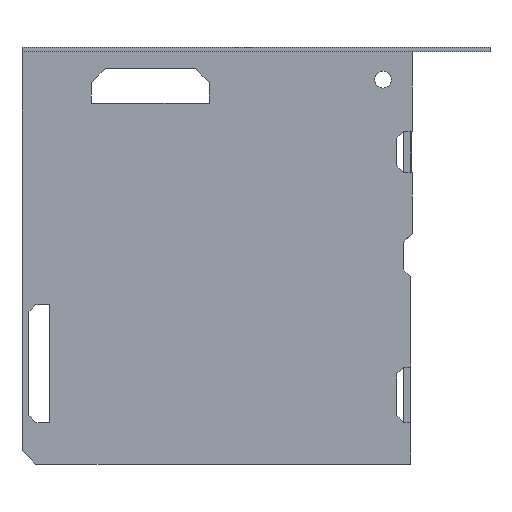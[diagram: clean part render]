
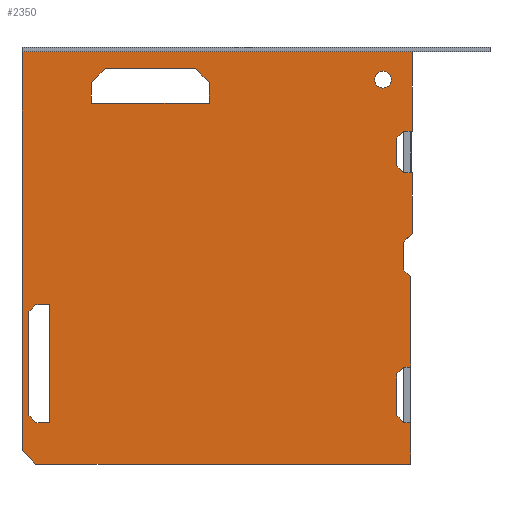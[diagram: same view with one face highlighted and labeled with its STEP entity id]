
A CAD part, top view. The second image highlights one B-rep face of the part: STEP entity #2350.
In plain terms, the highlighted planar face has unit normal (0, 0, 1).
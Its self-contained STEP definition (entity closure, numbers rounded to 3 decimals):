
#1972=CARTESIAN_POINT('',(0.,297.,3.));
#1973=VERTEX_POINT('',#1972);
#1974=CARTESIAN_POINT('',(281.2,297.,3.));
#1975=VERTEX_POINT('',#1974);
#1976=CARTESIAN_POINT('',(0.,297.,3.));
#1977=DIRECTION('',(1.,0.,-0.));
#1978=VECTOR('',#1977,281.2);
#1979=LINE('',#1976,#1978);
#1980=EDGE_CURVE('',#1973,#1975,#1979,.T.);
#2073=CARTESIAN_POINT('',(0.,0.,3.));
#2074=DIRECTION('',(0.,0.,1.));
#2075=DIRECTION('',(1.,0.,0.));
#2076=AXIS2_PLACEMENT_3D('',#2073,#2074,#2075);
#2077=PLANE('',#2076);
#2078=CARTESIAN_POINT('',(281.2,240.,3.));
#2079=VERTEX_POINT('',#2078);
#2080=CARTESIAN_POINT('',(281.2,297.,3.));
#2081=DIRECTION('',(0.,-1.,0.));
#2082=VECTOR('',#2081,57.);
#2083=LINE('',#2080,#2082);
#2084=EDGE_CURVE('',#1975,#2079,#2083,.T.);
#2085=ORIENTED_EDGE('',*,*,#2084,.F.);
#2086=ORIENTED_EDGE('',*,*,#1980,.F.);
#2087=CARTESIAN_POINT('',(0.,10.,3.));
#2088=VERTEX_POINT('',#2087);
#2089=CARTESIAN_POINT('',(0.,297.,3.));
#2090=DIRECTION('',(-0.,-1.,-0.));
#2091=VECTOR('',#2090,287.);
#2092=LINE('',#2089,#2091);
#2093=EDGE_CURVE('',#1973,#2088,#2092,.T.);
#2094=ORIENTED_EDGE('',*,*,#2093,.T.);
#2095=CARTESIAN_POINT('',(10.,0.,3.));
#2096=VERTEX_POINT('',#2095);
#2097=CARTESIAN_POINT('',(10.,-0.,3.));
#2098=DIRECTION('',(-0.707,0.707,0.));
#2099=VECTOR('',#2098,14.142);
#2100=LINE('',#2097,#2099);
#2101=EDGE_CURVE('',#2096,#2088,#2100,.T.);
#2102=ORIENTED_EDGE('',*,*,#2101,.F.);
#2103=CARTESIAN_POINT('',(280.,0.,3.));
#2104=VERTEX_POINT('',#2103);
#2105=CARTESIAN_POINT('',(10.,0.,3.));
#2106=DIRECTION('',(1.,0.,-0.));
#2107=VECTOR('',#2106,270.);
#2108=LINE('',#2105,#2107);
#2109=EDGE_CURVE('',#2096,#2104,#2108,.T.);
#2110=ORIENTED_EDGE('',*,*,#2109,.T.);
#2111=CARTESIAN_POINT('',(280.,30.,3.));
#2112=VERTEX_POINT('',#2111);
#2113=CARTESIAN_POINT('',(280.,0.,3.));
#2114=DIRECTION('',(0.,1.,0.));
#2115=VECTOR('',#2114,30.);
#2116=LINE('',#2113,#2115);
#2117=EDGE_CURVE('',#2104,#2112,#2116,.T.);
#2118=ORIENTED_EDGE('',*,*,#2117,.T.);
#2119=CARTESIAN_POINT('',(275.,30.,3.));
#2120=VERTEX_POINT('',#2119);
#2121=CARTESIAN_POINT('',(280.,30.,3.));
#2122=DIRECTION('',(-1.,0.,0.));
#2123=VECTOR('',#2122,5.);
#2124=LINE('',#2121,#2123);
#2125=EDGE_CURVE('',#2112,#2120,#2124,.T.);
#2126=ORIENTED_EDGE('',*,*,#2125,.T.);
#2127=CARTESIAN_POINT('',(270.,35.,3.));
#2128=VERTEX_POINT('',#2127);
#2129=CARTESIAN_POINT('',(270.,35.,3.));
#2130=DIRECTION('',(0.707,-0.707,0.));
#2131=VECTOR('',#2130,7.071);
#2132=LINE('',#2129,#2131);
#2133=EDGE_CURVE('',#2128,#2120,#2132,.T.);
#2134=ORIENTED_EDGE('',*,*,#2133,.F.);
#2135=CARTESIAN_POINT('',(270.,65.,3.));
#2136=VERTEX_POINT('',#2135);
#2137=CARTESIAN_POINT('',(270.,35.,3.));
#2138=DIRECTION('',(0.,1.,0.));
#2139=VECTOR('',#2138,30.);
#2140=LINE('',#2137,#2139);
#2141=EDGE_CURVE('',#2128,#2136,#2140,.T.);
#2142=ORIENTED_EDGE('',*,*,#2141,.T.);
#2143=CARTESIAN_POINT('',(275.,70.,3.));
#2144=VERTEX_POINT('',#2143);
#2145=CARTESIAN_POINT('',(270.,65.,3.));
#2146=DIRECTION('',(0.707,0.707,0.));
#2147=VECTOR('',#2146,7.071);
#2148=LINE('',#2145,#2147);
#2149=EDGE_CURVE('',#2136,#2144,#2148,.T.);
#2150=ORIENTED_EDGE('',*,*,#2149,.T.);
#2151=CARTESIAN_POINT('',(280.,70.,3.));
#2152=VERTEX_POINT('',#2151);
#2153=CARTESIAN_POINT('',(275.,70.,3.));
#2154=DIRECTION('',(1.,0.,-0.));
#2155=VECTOR('',#2154,5.);
#2156=LINE('',#2153,#2155);
#2157=EDGE_CURVE('',#2144,#2152,#2156,.T.);
#2158=ORIENTED_EDGE('',*,*,#2157,.T.);
#2159=CARTESIAN_POINT('',(280.,135.,3.));
#2160=VERTEX_POINT('',#2159);
#2161=CARTESIAN_POINT('',(280.,70.,3.));
#2162=DIRECTION('',(0.,1.,0.));
#2163=VECTOR('',#2162,65.);
#2164=LINE('',#2161,#2163);
#2165=EDGE_CURVE('',#2152,#2160,#2164,.T.);
#2166=ORIENTED_EDGE('',*,*,#2165,.T.);
#2167=CARTESIAN_POINT('',(275.,140.,3.));
#2168=VERTEX_POINT('',#2167);
#2169=CARTESIAN_POINT('',(280.,135.,3.));
#2170=DIRECTION('',(-0.707,0.707,0.));
#2171=VECTOR('',#2170,7.071);
#2172=LINE('',#2169,#2171);
#2173=EDGE_CURVE('',#2160,#2168,#2172,.T.);
#2174=ORIENTED_EDGE('',*,*,#2173,.T.);
#2175=CARTESIAN_POINT('',(275.,160.,3.));
#2176=VERTEX_POINT('',#2175);
#2177=CARTESIAN_POINT('',(275.,160.,3.));
#2178=DIRECTION('',(0.,-1.,0.));
#2179=VECTOR('',#2178,20.);
#2180=LINE('',#2177,#2179);
#2181=EDGE_CURVE('',#2176,#2168,#2180,.T.);
#2182=ORIENTED_EDGE('',*,*,#2181,.F.);
#2183=CARTESIAN_POINT('',(281.2,166.2,3.));
#2184=VERTEX_POINT('',#2183);
#2185=CARTESIAN_POINT('',(275.,160.,3.));
#2186=DIRECTION('',(0.707,0.707,0.));
#2187=VECTOR('',#2186,8.768);
#2188=LINE('',#2185,#2187);
#2189=EDGE_CURVE('',#2176,#2184,#2188,.T.);
#2190=ORIENTED_EDGE('',*,*,#2189,.T.);
#2191=CARTESIAN_POINT('',(281.2,210.,3.));
#2192=VERTEX_POINT('',#2191);
#2193=CARTESIAN_POINT('',(281.2,210.,3.));
#2194=DIRECTION('',(0.,-1.,0.));
#2195=VECTOR('',#2194,43.8);
#2196=LINE('',#2193,#2195);
#2197=EDGE_CURVE('',#2192,#2184,#2196,.T.);
#2198=ORIENTED_EDGE('',*,*,#2197,.F.);
#2199=CARTESIAN_POINT('',(275.,210.,3.));
#2200=VERTEX_POINT('',#2199);
#2201=CARTESIAN_POINT('',(275.,210.,3.));
#2202=DIRECTION('',(1.,0.,-0.));
#2203=VECTOR('',#2202,6.2);
#2204=LINE('',#2201,#2203);
#2205=EDGE_CURVE('',#2200,#2192,#2204,.T.);
#2206=ORIENTED_EDGE('',*,*,#2205,.F.);
#2207=CARTESIAN_POINT('',(270.,215.,3.));
#2208=VERTEX_POINT('',#2207);
#2209=CARTESIAN_POINT('',(270.,215.,3.));
#2210=DIRECTION('',(0.707,-0.707,0.));
#2211=VECTOR('',#2210,7.071);
#2212=LINE('',#2209,#2211);
#2213=EDGE_CURVE('',#2208,#2200,#2212,.T.);
#2214=ORIENTED_EDGE('',*,*,#2213,.F.);
#2215=CARTESIAN_POINT('',(270.,235.,3.));
#2216=VERTEX_POINT('',#2215);
#2217=CARTESIAN_POINT('',(270.,215.,3.));
#2218=DIRECTION('',(0.,1.,0.));
#2219=VECTOR('',#2218,20.);
#2220=LINE('',#2217,#2219);
#2221=EDGE_CURVE('',#2208,#2216,#2220,.T.);
#2222=ORIENTED_EDGE('',*,*,#2221,.T.);
#2223=CARTESIAN_POINT('',(275.,240.,3.));
#2224=VERTEX_POINT('',#2223);
#2225=CARTESIAN_POINT('',(270.,235.,3.));
#2226=DIRECTION('',(0.707,0.707,0.));
#2227=VECTOR('',#2226,7.071);
#2228=LINE('',#2225,#2227);
#2229=EDGE_CURVE('',#2216,#2224,#2228,.T.);
#2230=ORIENTED_EDGE('',*,*,#2229,.T.);
#2231=CARTESIAN_POINT('',(281.2,240.,3.));
#2232=DIRECTION('',(-1.,0.,0.));
#2233=VECTOR('',#2232,6.2);
#2234=LINE('',#2231,#2233);
#2235=EDGE_CURVE('',#2079,#2224,#2234,.T.);
#2236=ORIENTED_EDGE('',*,*,#2235,.F.);
#2237=EDGE_LOOP('',(#2085,#2086,#2094,#2102,#2110,#2118,#2126,#2134,#2142,#2150,#2158,#2166,#2174,#2182,#2190,#2198,#2206,#2214,#2222,#2230,#2236));
#2238=FACE_BOUND('',#2237,.T.);
#2239=CARTESIAN_POINT('',(266.,277.,3.));
#2240=VERTEX_POINT('',#2239);
#2241=CARTESIAN_POINT('',(260.,277.,3.));
#2242=DIRECTION('',(0.,0.,1.));
#2243=DIRECTION('',(1.,0.,-0.));
#2244=AXIS2_PLACEMENT_3D('',#2241,#2242,#2243);
#2245=CIRCLE('',#2244,6.);
#2246=EDGE_CURVE('',#2240,#2240,#2245,.T.);
#2247=ORIENTED_EDGE('',*,*,#2246,.F.);
#2248=EDGE_LOOP('',(#2247));
#2249=FACE_BOUND('',#2248,.T.);
#2250=CARTESIAN_POINT('',(50.,275.,3.));
#2251=VERTEX_POINT('',#2250);
#2252=CARTESIAN_POINT('',(60.,285.,3.));
#2253=VERTEX_POINT('',#2252);
#2254=CARTESIAN_POINT('',(50.,275.,3.));
#2255=DIRECTION('',(0.707,0.707,0.));
#2256=VECTOR('',#2255,14.142);
#2257=LINE('',#2254,#2256);
#2258=EDGE_CURVE('',#2251,#2253,#2257,.T.);
#2259=ORIENTED_EDGE('',*,*,#2258,.T.);
#2260=CARTESIAN_POINT('',(125.,285.,3.));
#2261=VERTEX_POINT('',#2260);
#2262=CARTESIAN_POINT('',(60.,285.,3.));
#2263=DIRECTION('',(1.,0.,-0.));
#2264=VECTOR('',#2263,65.);
#2265=LINE('',#2262,#2264);
#2266=EDGE_CURVE('',#2253,#2261,#2265,.T.);
#2267=ORIENTED_EDGE('',*,*,#2266,.T.);
#2268=CARTESIAN_POINT('',(135.,275.,3.));
#2269=VERTEX_POINT('',#2268);
#2270=CARTESIAN_POINT('',(135.,275.,3.));
#2271=DIRECTION('',(-0.707,0.707,0.));
#2272=VECTOR('',#2271,14.142);
#2273=LINE('',#2270,#2272);
#2274=EDGE_CURVE('',#2269,#2261,#2273,.T.);
#2275=ORIENTED_EDGE('',*,*,#2274,.F.);
#2276=CARTESIAN_POINT('',(135.,260.,3.));
#2277=VERTEX_POINT('',#2276);
#2278=CARTESIAN_POINT('',(135.,260.,3.));
#2279=DIRECTION('',(0.,1.,0.));
#2280=VECTOR('',#2279,15.);
#2281=LINE('',#2278,#2280);
#2282=EDGE_CURVE('',#2277,#2269,#2281,.T.);
#2283=ORIENTED_EDGE('',*,*,#2282,.F.);
#2284=CARTESIAN_POINT('',(50.,260.,3.));
#2285=VERTEX_POINT('',#2284);
#2286=CARTESIAN_POINT('',(50.,260.,3.));
#2287=DIRECTION('',(1.,0.,-0.));
#2288=VECTOR('',#2287,85.);
#2289=LINE('',#2286,#2288);
#2290=EDGE_CURVE('',#2285,#2277,#2289,.T.);
#2291=ORIENTED_EDGE('',*,*,#2290,.F.);
#2292=CARTESIAN_POINT('',(50.,260.,3.));
#2293=DIRECTION('',(0.,1.,0.));
#2294=VECTOR('',#2293,15.);
#2295=LINE('',#2292,#2294);
#2296=EDGE_CURVE('',#2285,#2251,#2295,.T.);
#2297=ORIENTED_EDGE('',*,*,#2296,.T.);
#2298=EDGE_LOOP('',(#2259,#2267,#2275,#2283,#2291,#2297));
#2299=FACE_BOUND('',#2298,.T.);
#2300=CARTESIAN_POINT('',(10.,30.,3.));
#2301=VERTEX_POINT('',#2300);
#2302=CARTESIAN_POINT('',(5.,35.,3.));
#2303=VERTEX_POINT('',#2302);
#2304=CARTESIAN_POINT('',(10.,30.,3.));
#2305=DIRECTION('',(-0.707,0.707,0.));
#2306=VECTOR('',#2305,7.071);
#2307=LINE('',#2304,#2306);
#2308=EDGE_CURVE('',#2301,#2303,#2307,.T.);
#2309=ORIENTED_EDGE('',*,*,#2308,.T.);
#2310=CARTESIAN_POINT('',(5.,110.,3.));
#2311=VERTEX_POINT('',#2310);
#2312=CARTESIAN_POINT('',(5.,35.,3.));
#2313=DIRECTION('',(0.,1.,0.));
#2314=VECTOR('',#2313,75.);
#2315=LINE('',#2312,#2314);
#2316=EDGE_CURVE('',#2303,#2311,#2315,.T.);
#2317=ORIENTED_EDGE('',*,*,#2316,.T.);
#2318=CARTESIAN_POINT('',(10.,115.,3.));
#2319=VERTEX_POINT('',#2318);
#2320=CARTESIAN_POINT('',(10.,115.,3.));
#2321=DIRECTION('',(-0.707,-0.707,0.));
#2322=VECTOR('',#2321,7.071);
#2323=LINE('',#2320,#2322);
#2324=EDGE_CURVE('',#2319,#2311,#2323,.T.);
#2325=ORIENTED_EDGE('',*,*,#2324,.F.);
#2326=CARTESIAN_POINT('',(20.,115.,3.));
#2327=VERTEX_POINT('',#2326);
#2328=CARTESIAN_POINT('',(10.,115.,3.));
#2329=DIRECTION('',(1.,0.,-0.));
#2330=VECTOR('',#2329,10.);
#2331=LINE('',#2328,#2330);
#2332=EDGE_CURVE('',#2319,#2327,#2331,.T.);
#2333=ORIENTED_EDGE('',*,*,#2332,.T.);
#2334=CARTESIAN_POINT('',(20.,30.,3.));
#2335=VERTEX_POINT('',#2334);
#2336=CARTESIAN_POINT('',(20.,30.,3.));
#2337=DIRECTION('',(0.,1.,0.));
#2338=VECTOR('',#2337,85.);
#2339=LINE('',#2336,#2338);
#2340=EDGE_CURVE('',#2335,#2327,#2339,.T.);
#2341=ORIENTED_EDGE('',*,*,#2340,.F.);
#2342=CARTESIAN_POINT('',(10.,30.,3.));
#2343=DIRECTION('',(1.,0.,-0.));
#2344=VECTOR('',#2343,10.);
#2345=LINE('',#2342,#2344);
#2346=EDGE_CURVE('',#2301,#2335,#2345,.T.);
#2347=ORIENTED_EDGE('',*,*,#2346,.F.);
#2348=EDGE_LOOP('',(#2309,#2317,#2325,#2333,#2341,#2347));
#2349=FACE_BOUND('',#2348,.T.);
#2350=ADVANCED_FACE('',(#2238,#2249,#2299,#2349),#2077,.T.);
